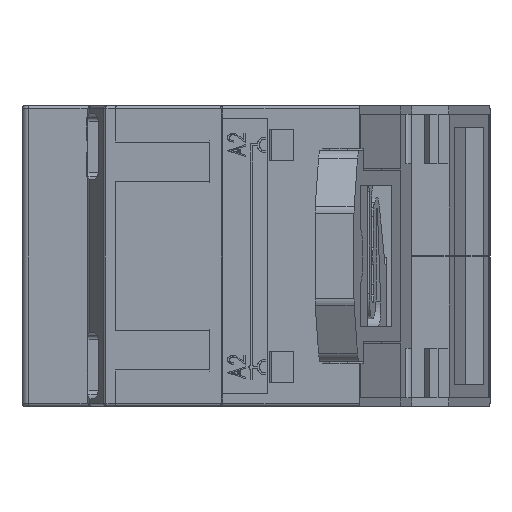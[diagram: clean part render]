
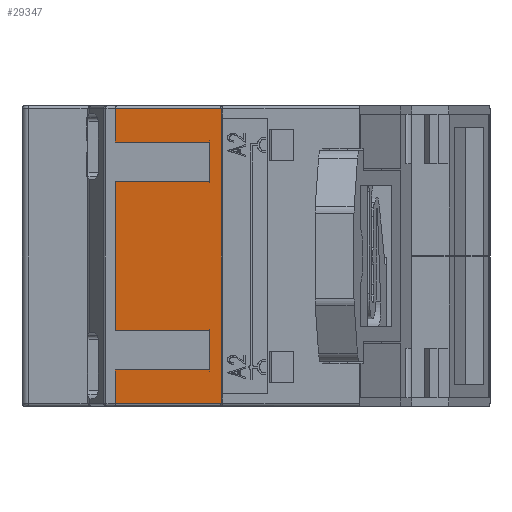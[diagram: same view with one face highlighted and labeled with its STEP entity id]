
A CAD part, left-side view. The second image highlights one B-rep face of the part: STEP entity #29347.
In plain terms, the highlighted face is planar.
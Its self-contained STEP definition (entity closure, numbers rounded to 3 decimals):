
#29347=ADVANCED_FACE('',(#56855),#56857,.T.);
#56855=FACE_BOUND('',#56856,.T.);
#56856=EDGE_LOOP('',(#79246,#79247,#79248,#79249,#79250,#79251,#79252,#79253,#79254,
#79255,#79256,#79257));
#56857=PLANE('',#56858);
#56858=AXIS2_PLACEMENT_3D('',#56859,#56860,#56861);
#56859=CARTESIAN_POINT('',(49.502,-15.285,14.056));
#56860=DIRECTION('',(1.,0.,0.));
#56861=DIRECTION('',(0.,0.,-1.));
#79246=ORIENTED_EDGE('',*,*,#92737,.T.);
#79247=ORIENTED_EDGE('',*,*,#92594,.T.);
#79248=ORIENTED_EDGE('',*,*,#92738,.T.);
#79249=ORIENTED_EDGE('',*,*,#92736,.F.);
#79250=ORIENTED_EDGE('',*,*,#92729,.F.);
#79251=ORIENTED_EDGE('',*,*,#92732,.T.);
#79252=ORIENTED_EDGE('',*,*,#92739,.T.);
#79253=ORIENTED_EDGE('',*,*,#92723,.F.);
#79254=ORIENTED_EDGE('',*,*,#92718,.F.);
#79255=ORIENTED_EDGE('',*,*,#92725,.T.);
#79256=ORIENTED_EDGE('',*,*,#92740,.T.);
#79257=ORIENTED_EDGE('',*,*,#92578,.T.);
#92578=EDGE_CURVE('',#110625,#110612,#110629,.T.);
#92594=EDGE_CURVE('',#110648,#110653,#110655,.T.);
#92718=EDGE_CURVE('',#110893,#110895,#110896,.T.);
#92723=EDGE_CURVE('',#110895,#110900,#110904,.T.);
#92725=EDGE_CURVE('',#110893,#110906,#110908,.T.);
#92729=EDGE_CURVE('',#110913,#110915,#110916,.T.);
#92732=EDGE_CURVE('',#110913,#110919,#110921,.T.);
#92736=EDGE_CURVE('',#110915,#110923,#110927,.T.);
#92737=EDGE_CURVE('',#110612,#110648,#110928,.T.);
#92738=EDGE_CURVE('',#110653,#110923,#110929,.T.);
#92739=EDGE_CURVE('',#110919,#110900,#110930,.T.);
#92740=EDGE_CURVE('',#110906,#110625,#110931,.T.);
#110612=VERTEX_POINT('',#161078);
#110625=VERTEX_POINT('',#161108);
#110629=LINE('',#161117,#161118);
#110648=VERTEX_POINT('',#161163);
#110653=VERTEX_POINT('',#161175);
#110655=LINE('',#161180,#161181);
#110893=VERTEX_POINT('',#161665);
#110895=VERTEX_POINT('',#161669);
#110896=LINE('',#161670,#161671);
#110900=VERTEX_POINT('',#161680);
#110904=LINE('',#161688,#161689);
#110906=VERTEX_POINT('',#161692);
#110908=LINE('',#161696,#161697);
#110913=VERTEX_POINT('',#161707);
#110915=VERTEX_POINT('',#161711);
#110916=LINE('',#161712,#161713);
#110919=VERTEX_POINT('',#161719);
#110921=LINE('',#161723,#161724);
#110923=VERTEX_POINT('',#161729);
#110927=LINE('',#161737,#161738);
#110928=LINE('',#161740,#161741);
#110929=LINE('',#161743,#161744);
#110930=LINE('',#161746,#161747);
#110931=LINE('',#161749,#161750);
#161078=CARTESIAN_POINT('',(49.502,-14.985,14.056));
#161108=CARTESIAN_POINT('',(49.502,-14.985,24.945));
#161117=CARTESIAN_POINT('',(49.502,-14.985,24.945));
#161118=VECTOR('',#161119,1.);
#161119=DIRECTION('',(0.,0.,-1.));
#161163=CARTESIAN_POINT('',(49.502,14.985,14.056));
#161175=CARTESIAN_POINT('',(49.502,14.985,24.945));
#161180=CARTESIAN_POINT('',(49.502,14.985,14.056));
#161181=VECTOR('',#161182,1.);
#161182=DIRECTION('',(0.,0.,1.));
#161665=CARTESIAN_POINT('',(49.502,-11.588,15.255));
#161669=CARTESIAN_POINT('',(49.502,-7.592,15.255));
#161670=CARTESIAN_POINT('',(49.502,-11.588,15.255));
#161671=VECTOR('',#161672,1.);
#161672=DIRECTION('',(0.,1.,0.));
#161680=CARTESIAN_POINT('',(49.502,-7.592,24.945));
#161688=CARTESIAN_POINT('',(49.502,-7.592,15.255));
#161689=VECTOR('',#161690,1.);
#161690=DIRECTION('',(0.,0.,1.));
#161692=CARTESIAN_POINT('',(49.502,-11.588,24.945));
#161696=CARTESIAN_POINT('',(49.502,-11.588,15.255));
#161697=VECTOR('',#161698,1.);
#161698=DIRECTION('',(0.,0.,1.));
#161707=CARTESIAN_POINT('',(49.502,7.592,15.255));
#161711=CARTESIAN_POINT('',(49.502,11.588,15.255));
#161712=CARTESIAN_POINT('',(49.502,7.592,15.255));
#161713=VECTOR('',#161714,1.);
#161714=DIRECTION('',(0.,1.,0.));
#161719=CARTESIAN_POINT('',(49.502,7.592,24.945));
#161723=CARTESIAN_POINT('',(49.502,7.592,15.255));
#161724=VECTOR('',#161725,1.);
#161725=DIRECTION('',(0.,0.,1.));
#161729=CARTESIAN_POINT('',(49.502,11.588,24.945));
#161737=CARTESIAN_POINT('',(49.502,11.588,15.255));
#161738=VECTOR('',#161739,1.);
#161739=DIRECTION('',(0.,0.,1.));
#161740=CARTESIAN_POINT('',(49.502,-14.985,14.056));
#161741=VECTOR('',#161742,1.);
#161742=DIRECTION('',(0.,1.,0.));
#161743=CARTESIAN_POINT('',(49.502,14.985,24.945));
#161744=VECTOR('',#161745,1.);
#161745=DIRECTION('',(0.,-1.,0.));
#161746=CARTESIAN_POINT('',(49.502,7.592,24.945));
#161747=VECTOR('',#161748,1.);
#161748=DIRECTION('',(0.,-1.,0.));
#161749=CARTESIAN_POINT('',(49.502,-11.588,24.945));
#161750=VECTOR('',#161751,1.);
#161751=DIRECTION('',(0.,-1.,0.));
